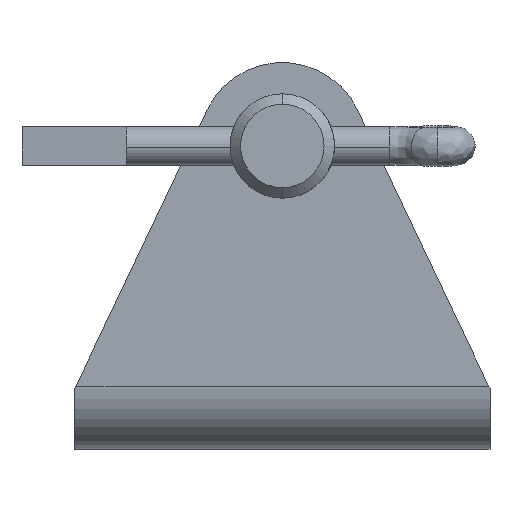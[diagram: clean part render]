
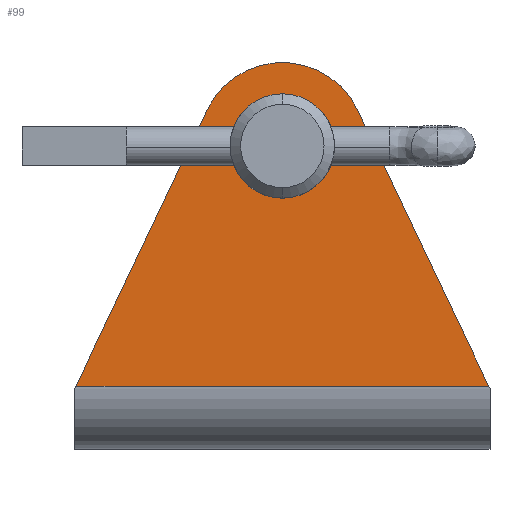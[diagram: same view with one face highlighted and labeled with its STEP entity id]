
A CAD part, top view. The second image highlights one B-rep face of the part: STEP entity #99.
In plain terms, the highlighted planar face has unit normal (0, 0, 1).
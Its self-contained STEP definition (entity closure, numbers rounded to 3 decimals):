
#32 = AXIS2_PLACEMENT_3D ( 'NONE', #1086, #1751, #196 ) ;
#91 = ORIENTED_EDGE ( 'NONE', *, *, #2268, .F. ) ;
#99 = ADVANCED_FACE ( 'NONE', ( #313, #1494 ), #1452, .F. ) ;
#195 = CARTESIAN_POINT ( 'NONE',  ( 14.9, 29., 0. ) ) ;
#196 = DIRECTION ( 'NONE',  ( 0., 1., 0. ) ) ;
#198 = CARTESIAN_POINT ( 'NONE',  ( 12.673, 32.431, 0. ) ) ;
#313 = FACE_BOUND ( 'NONE', #745, .T. ) ;
#332 = DIRECTION ( 'NONE',  ( 0., 0., 1. ) ) ;
#362 = EDGE_CURVE ( 'NONE', #1946, #2532, #895, .T. ) ;
#371 = CARTESIAN_POINT ( 'NONE',  ( 24.9, 29., 0. ) ) ;
#395 = ORIENTED_EDGE ( 'NONE', *, *, #2447, .F. ) ;
#406 = EDGE_CURVE ( 'NONE', #2057, #1704, #1383, .T. ) ;
#487 = VERTEX_POINT ( 'NONE', #733 ) ;
#490 = VECTOR ( 'NONE', #2805, 1000. ) ;
#519 = CIRCLE ( 'NONE', #1635, 5. ) ;
#623 = AXIS2_PLACEMENT_3D ( 'NONE', #751, #2290, #977 ) ;
#709 = DIRECTION ( 'NONE',  ( 0., 0., -1. ) ) ;
#714 = ORIENTED_EDGE ( 'NONE', *, *, #406, .F. ) ;
#733 = CARTESIAN_POINT ( 'NONE',  ( 0.123, 6., 0. ) ) ;
#745 = EDGE_LOOP ( 'NONE', ( #2503, #395 ) ) ;
#751 = CARTESIAN_POINT ( 'NONE',  ( 19.9, 29., 0. ) ) ;
#800 = LINE ( 'NONE', #887, #2499 ) ;
#887 = CARTESIAN_POINT ( 'NONE',  ( 39.8, 6., 0. ) ) ;
#895 = CIRCLE ( 'NONE', #623, 5. ) ;
#977 = DIRECTION ( 'NONE',  ( 1., 0., 0. ) ) ;
#1086 = CARTESIAN_POINT ( 'NONE',  ( 39.8, 37., 0. ) ) ;
#1185 = CARTESIAN_POINT ( 'NONE',  ( 27.127, 32.431, 0. ) ) ;
#1266 = CARTESIAN_POINT ( 'NONE',  ( 27.127, 32.431, 0. ) ) ;
#1287 = AXIS2_PLACEMENT_3D ( 'NONE', #2025, #709, #2242 ) ;
#1383 = LINE ( 'NONE', #1185, #2507 ) ;
#1452 = PLANE ( 'NONE',  #32 ) ;
#1494 = FACE_OUTER_BOUND ( 'NONE', #1573, .T. ) ;
#1573 = EDGE_LOOP ( 'NONE', ( #91, #714, #2595, #2486 ) ) ;
#1635 = AXIS2_PLACEMENT_3D ( 'NONE', #1658, #332, #1891 ) ;
#1652 = LINE ( 'NONE', #1936, #490 ) ;
#1658 = CARTESIAN_POINT ( 'NONE',  ( 19.9, 29., 0. ) ) ;
#1704 = VERTEX_POINT ( 'NONE', #2329 ) ;
#1751 = DIRECTION ( 'NONE',  ( 0., 0., -1. ) ) ;
#1758 = CIRCLE ( 'NONE', #1287, 8. ) ;
#1891 = DIRECTION ( 'NONE',  ( 1., 0., 0. ) ) ;
#1936 = CARTESIAN_POINT ( 'NONE',  ( 0.123, 6., 0. ) ) ;
#1946 = VERTEX_POINT ( 'NONE', #371 ) ;
#2025 = CARTESIAN_POINT ( 'NONE',  ( 19.9, 29., 0. ) ) ;
#2057 = VERTEX_POINT ( 'NONE', #1266 ) ;
#2204 = DIRECTION ( 'NONE',  ( -1., 0., 0. ) ) ;
#2229 = EDGE_CURVE ( 'NONE', #487, #2481, #1652, .T. ) ;
#2242 = DIRECTION ( 'NONE',  ( -1., 0., 0. ) ) ;
#2268 = EDGE_CURVE ( 'NONE', #1704, #487, #800, .T. ) ;
#2290 = DIRECTION ( 'NONE',  ( 0., 0., 1. ) ) ;
#2329 = CARTESIAN_POINT ( 'NONE',  ( 39.677, 6., 0. ) ) ;
#2447 = EDGE_CURVE ( 'NONE', #2532, #1946, #519, .T. ) ;
#2481 = VERTEX_POINT ( 'NONE', #198 ) ;
#2486 = ORIENTED_EDGE ( 'NONE', *, *, #2229, .F. ) ;
#2499 = VECTOR ( 'NONE', #2204, 1000. ) ;
#2503 = ORIENTED_EDGE ( 'NONE', *, *, #362, .F. ) ;
#2507 = VECTOR ( 'NONE', #2731, 1000. ) ;
#2532 = VERTEX_POINT ( 'NONE', #195 ) ;
#2595 = ORIENTED_EDGE ( 'NONE', *, *, #2632, .F. ) ;
#2632 = EDGE_CURVE ( 'NONE', #2481, #2057, #1758, .T. ) ;
#2731 = DIRECTION ( 'NONE',  ( 0.429, -0.903, 0. ) ) ;
#2805 = DIRECTION ( 'NONE',  ( 0.429, 0.903, 0. ) ) ;
